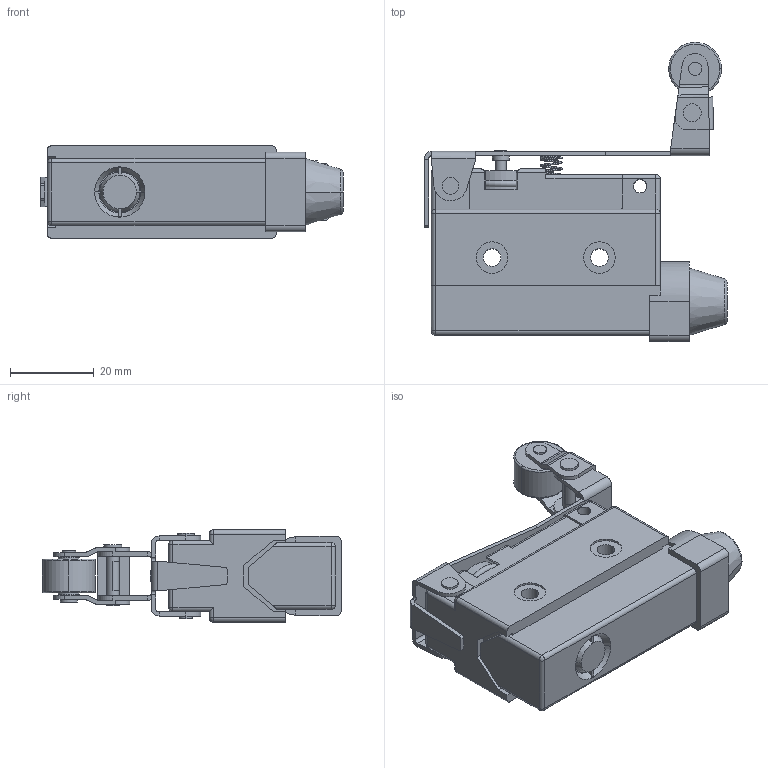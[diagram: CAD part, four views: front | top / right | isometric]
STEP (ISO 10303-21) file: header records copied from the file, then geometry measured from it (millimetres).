
FILE_DESCRIPTION((''),'2;1');
FILE_NAME('LA167-Z7-124','2023-10-10T',('Administrator'),('zyb.com'),'PRO/ENGINEER BY PARAMETRIC TECHNOLOGY CORPORATION, 2010280','PRO/ENGINEER BY PARAMETRIC TECHNOLOGY CORPORATION, 2010280','');
FILE_SCHEMA(('CONFIG_CONTROL_DESIGN'));
Length unit declared in the file: millimetre
Products named in the file (1): LA167-Z7-124
Bounding box: 72.08 x 71.3 x 22 mm (x, y, z)
Volume: 44896 mm3; surface area: 14612.8 mm2
Topology: 2 solids, 2 shells, 330 faces, 858 edges, 548 vertices
Faces by surface type: plane 153, cylinder 134, bspline 14, torus 11, sphere 10, cone 8
Entity records: 12503 total; most frequent: CARTESIAN_POINT 4230, DIRECTION 1739, ORIENTED_EDGE 1716, EDGE_CURVE 858, AXIS2_PLACEMENT_3D 625, VERTEX_POINT 548, VECTOR 489, LINE 489
